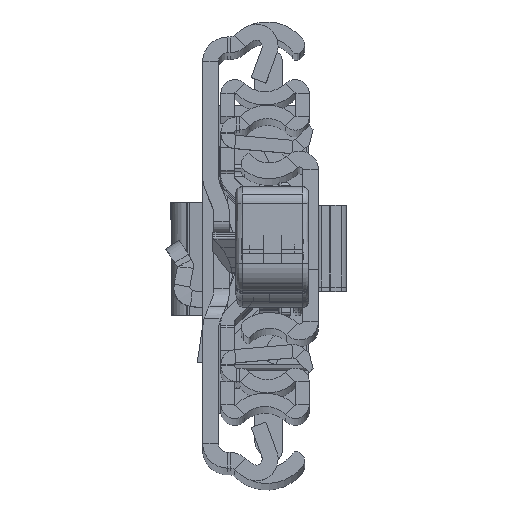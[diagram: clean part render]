
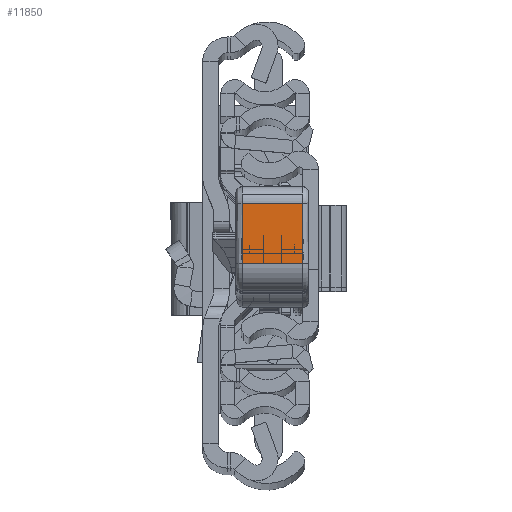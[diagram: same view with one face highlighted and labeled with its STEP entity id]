
A CAD part, top view. The second image highlights one B-rep face of the part: STEP entity #11850.
In plain terms, the highlighted face is planar.
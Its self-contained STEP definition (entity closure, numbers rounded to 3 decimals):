
#1929 = ORIENTED_EDGE ( 'NONE', *, *, #31849, .F. ) ;
#2727 = VERTEX_POINT ( 'NONE', #3279 ) ;
#2897 = DIRECTION ( 'NONE',  ( -1., 0.027, 0. ) ) ;
#3279 = CARTESIAN_POINT ( 'NONE',  ( 39.55, -12.274, 0. ) ) ;
#3308 = VERTEX_POINT ( 'NONE', #15353 ) ;
#3624 = CARTESIAN_POINT ( 'NONE',  ( 39.55, -12.274, -11. ) ) ;
#3803 = CARTESIAN_POINT ( 'NONE',  ( 39.818, -2.465, -11. ) ) ;
#4319 = ORIENTED_EDGE ( 'NONE', *, *, #12068, .F. ) ;
#7383 = EDGE_CURVE ( 'NONE', #30254, #3308, #10048, .T. ) ;
#9826 = VECTOR ( 'NONE', #32552, 1000. ) ;
#10048 = LINE ( 'NONE', #33155, #27442 ) ;
#11818 = LINE ( 'NONE', #26183, #18258 ) ;
#11850 = ADVANCED_FACE ( 'NONE', ( #36876 ), #31104, .F. ) ;
#12068 = EDGE_CURVE ( 'NONE', #3308, #2727, #17425, .T. ) ;
#15353 = CARTESIAN_POINT ( 'NONE',  ( 39.55, -12.274, -10. ) ) ;
#16501 = EDGE_CURVE ( 'NONE', #2727, #25753, #11818, .T. ) ;
#17425 = LINE ( 'NONE', #3624, #33659 ) ;
#17820 = CARTESIAN_POINT ( 'NONE',  ( 39.818, -2.465, -10. ) ) ;
#18258 = VECTOR ( 'NONE', #23185, 1000. ) ;
#19688 = DIRECTION ( 'NONE',  ( -0.027, -1., 0. ) ) ;
#20919 = CARTESIAN_POINT ( 'NONE',  ( 39.818, -2.465, 0. ) ) ;
#21181 = ORIENTED_EDGE ( 'NONE', *, *, #16501, .F. ) ;
#23185 = DIRECTION ( 'NONE',  ( 0.027, 1., 0. ) ) ;
#23782 = LINE ( 'NONE', #3803, #9826 ) ;
#25690 = DIRECTION ( 'NONE',  ( 0., 0., 1. ) ) ;
#25753 = VERTEX_POINT ( 'NONE', #20919 ) ;
#25900 = AXIS2_PLACEMENT_3D ( 'NONE', #34248, #2897, #19688 ) ;
#26183 = CARTESIAN_POINT ( 'NONE',  ( 39.55, -12.274, 0. ) ) ;
#27442 = VECTOR ( 'NONE', #29985, 1000. ) ;
#29985 = DIRECTION ( 'NONE',  ( -0.027, -1., 0. ) ) ;
#30254 = VERTEX_POINT ( 'NONE', #17820 ) ;
#31104 = PLANE ( 'NONE',  #25900 ) ;
#31499 = ORIENTED_EDGE ( 'NONE', *, *, #7383, .F. ) ;
#31849 = EDGE_CURVE ( 'NONE', #25753, #30254, #23782, .T. ) ;
#32552 = DIRECTION ( 'NONE',  ( 0., 0., -1. ) ) ;
#32739 = EDGE_LOOP ( 'NONE', ( #4319, #31499, #1929, #21181 ) ) ;
#33155 = CARTESIAN_POINT ( 'NONE',  ( 39.55, -12.274, -10. ) ) ;
#33659 = VECTOR ( 'NONE', #25690, 1000. ) ;
#34248 = CARTESIAN_POINT ( 'NONE',  ( 39.55, -12.274, -11. ) ) ;
#36876 = FACE_OUTER_BOUND ( 'NONE', #32739, .T. ) ;
